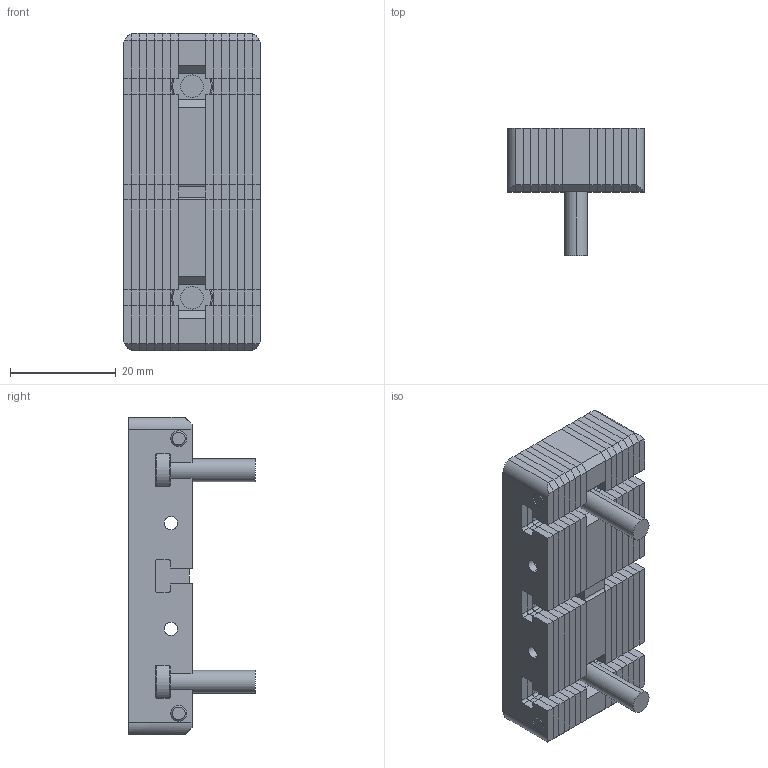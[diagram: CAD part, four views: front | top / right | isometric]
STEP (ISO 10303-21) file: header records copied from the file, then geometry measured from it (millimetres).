
FILE_DESCRIPTION (( 'STEP AP203' ), '1' );
FILE_NAME ('7ccb.STEP', '2024-11-04T15:15:21', ( '' ), ( '' ), 'SwSTEP 2.0', 'SolidWorks 2019', '' );
FILE_SCHEMA (( 'CONFIG_CONTROL_DESIGN' ));
Length unit declared in the file: millimetre
Products named in the file (6): Lamela_60_R cc6cf80f3c64bf987a231a8d35096369; Lamela_60 cc6cf80f3c64bf987a231a8d35096369; Bolt_60 cc6cf80f3c64bf987a231a8d35096369; Lamellar_Gas_Vent_ISGL60 cc6cf80f3c64bf987a231a8d35096369; Pin_60 cc6cf80f3c64bf987a231a8d35096369; 7ccb
Assembly tree (17 placements, depth 2):
  7ccb
    Lamellar_Gas_Vent_ISGL60 cc6cf80f3c64bf987a231a8d35096369
    Lamela_60 cc6cf80f3c64bf987a231a8d35096369  x10
    Lamela_60_R cc6cf80f3c64bf987a231a8d35096369  x2
    Bolt_60 cc6cf80f3c64bf987a231a8d35096369  x2
    Pin_60 cc6cf80f3c64bf987a231a8d35096369  x2
Bounding box: 25.92 x 24 x 60 mm (x, y, z)
Volume: 16593.7 mm3; surface area: 25279.8 mm2
Topology: 19 solids, 19 shells, 808 faces, 2288 edges, 1520 vertices
Faces by surface type: plane 480, cylinder 312, cone 16
Entity records: 8048 total; most frequent: DIRECTION 1252, CARTESIAN_POINT 1247, ORIENTED_EDGE 1208, EDGE_CURVE 604, VECTOR 426, LINE 426, AXIS2_PLACEMENT_3D 413, VERTEX_POINT 400
